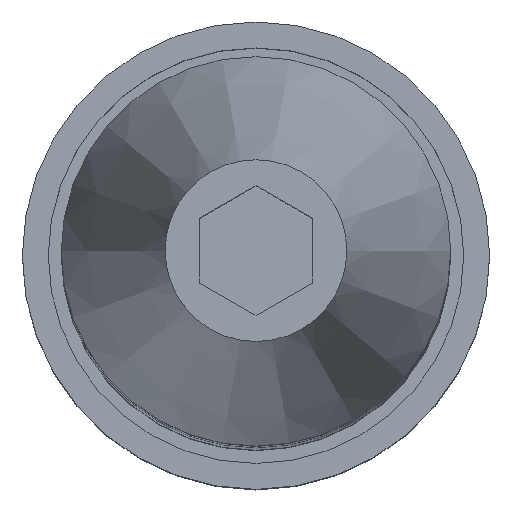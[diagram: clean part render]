
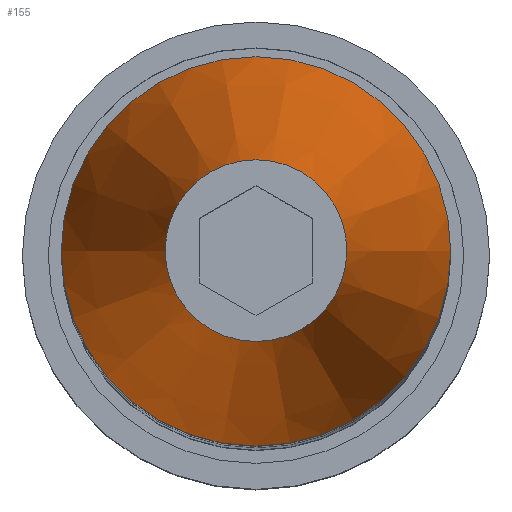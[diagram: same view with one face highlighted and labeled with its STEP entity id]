
A CAD part, top view. The second image highlights one B-rep face of the part: STEP entity #155.
In plain terms, the highlighted conical face has half-angle 12.875 degrees and reference radius 7.5 mm.
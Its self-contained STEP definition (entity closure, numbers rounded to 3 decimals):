
#32=CARTESIAN_POINT('',(-7.5,0.,111.5));
#33=VERTEX_POINT('',#32);
#34=CARTESIAN_POINT('',(7.5,0.,111.5));
#35=VERTEX_POINT('',#34);
#36=CARTESIAN_POINT('',(0.,0.,111.5));
#37=DIRECTION('',(0.,0.,1.));
#38=DIRECTION('',(1.,0.,-0.));
#39=AXIS2_PLACEMENT_3D('',#36,#37,#38);
#40=CIRCLE('',#39,7.5);
#41=EDGE_CURVE('',#33,#35,#40,.T.);
#43=CARTESIAN_POINT('',(0.,0.,111.5));
#44=DIRECTION('',(0.,0.,1.));
#45=DIRECTION('',(1.,0.,-0.));
#46=AXIS2_PLACEMENT_3D('',#43,#44,#45);
#47=CIRCLE('',#46,7.5);
#48=EDGE_CURVE('',#35,#33,#47,.T.);
#116=CARTESIAN_POINT('',(3.5,0.,129.));
#117=VERTEX_POINT('',#116);
#118=CARTESIAN_POINT('',(-3.5,0.,129.));
#119=VERTEX_POINT('',#118);
#120=CARTESIAN_POINT('',(0.,0.,129.));
#121=DIRECTION('',(0.,0.,1.));
#122=DIRECTION('',(1.,0.,-0.));
#123=AXIS2_PLACEMENT_3D('',#120,#121,#122);
#124=CIRCLE('',#123,3.5);
#125=EDGE_CURVE('',#117,#119,#124,.T.);
#127=CARTESIAN_POINT('',(0.,0.,129.));
#128=DIRECTION('',(0.,0.,1.));
#129=DIRECTION('',(1.,0.,-0.));
#130=AXIS2_PLACEMENT_3D('',#127,#128,#129);
#131=CIRCLE('',#130,3.5);
#132=EDGE_CURVE('',#119,#117,#131,.T.);
#137=CARTESIAN_POINT('',(0.,0.,111.5));
#138=DIRECTION('',(0.,0.,-1.));
#139=DIRECTION('',(-1.,0.,0.));
#140=AXIS2_PLACEMENT_3D('',#137,#138,#139);
#141=CONICAL_SURFACE('',#140,7.5,12.875);
#142=CARTESIAN_POINT('',(-7.5,0.,111.5));
#143=DIRECTION('',(0.223,-0.,0.975));
#144=VECTOR('',#143,17.951);
#145=LINE('',#142,#144);
#146=EDGE_CURVE('',#33,#119,#145,.T.);
#147=ORIENTED_EDGE('',*,*,#146,.T.);
#148=ORIENTED_EDGE('',*,*,#125,.F.);
#149=ORIENTED_EDGE('',*,*,#132,.F.);
#150=ORIENTED_EDGE('',*,*,#146,.F.);
#151=ORIENTED_EDGE('',*,*,#41,.T.);
#152=ORIENTED_EDGE('',*,*,#48,.T.);
#153=EDGE_LOOP('',(#147,#148,#149,#150,#151,#152));
#154=FACE_BOUND('',#153,.T.);
#155=ADVANCED_FACE('',(#154),#141,.T.);
